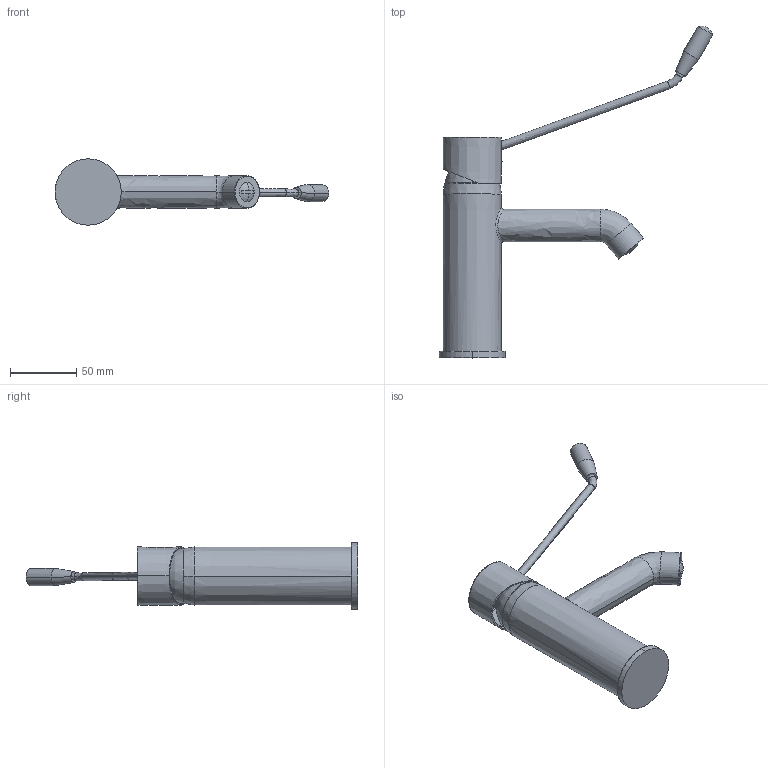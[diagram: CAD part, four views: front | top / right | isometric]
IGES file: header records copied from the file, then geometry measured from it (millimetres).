
Start section:  PTC IGES file: A42312.igs
Global section: file name: A42312.igs; native system: Creo Parametric by Parametric Technology Corporation; preprocessor: 2011490; author: dogantufan.cirakoglu; organization: Unknown; date: 20121225.142834; units: millimetre
Bounding box: 206.7 x 250.48 x 50 mm (x, y, z)
Surface area: 50480.6 mm2 (no closed solid volume)
Topology: 0 solids, 17 shells, 232 faces, 611 edges, 388 vertices
Faces by surface type: revolution 147, bspline 85
